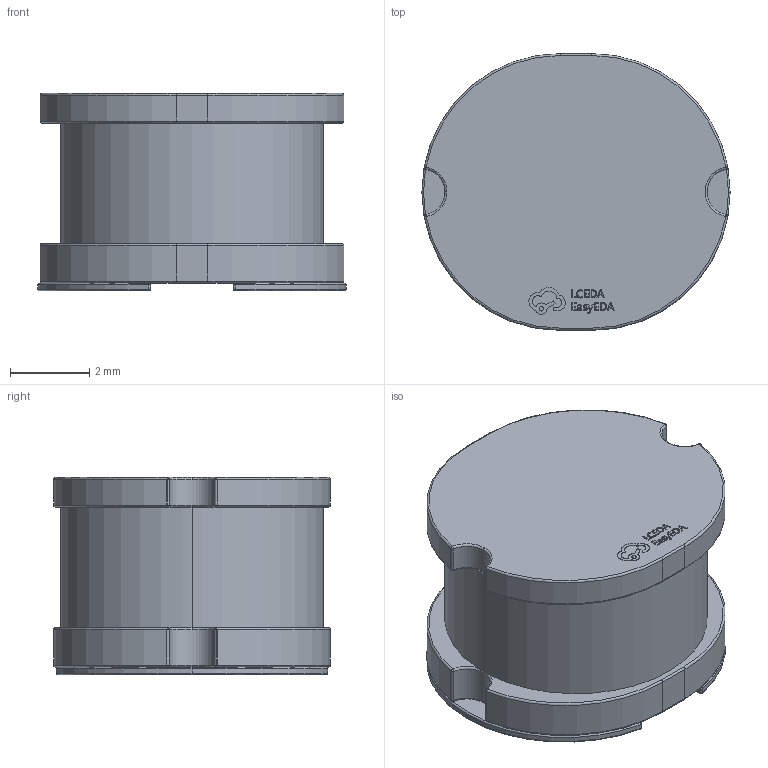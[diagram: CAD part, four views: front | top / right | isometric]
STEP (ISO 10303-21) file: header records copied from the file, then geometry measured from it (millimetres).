
FILE_DESCRIPTION (( 'STEP AP214' ), '1' );
FILE_NAME ('IND-SMD_L7.8-W7.0-H5.0_GCD75.step', '2022-07-09T00:54:58', ( '' ), ( '' ), 'SwSTEP 2.0', 'SolidWorks 2020', '' );
FILE_SCHEMA (( 'AUTOMOTIVE_DESIGN' ));
Length unit declared in the file: millimetre
Products named in the file (1): IND-SMD_L7.8-W7.0-H5.0_GCD75
Bounding box: 7.8 x 7 x 5.01 mm (x, y, z)
Volume: 187.1 mm3; surface area: 272.5 mm2
Topology: 3 solids, 3 shells, 416 faces, 1060 edges, 668 vertices
Faces by surface type: plane 191, bspline 112, cylinder 47, torus 34, sphere 32
Entity records: 17545 total; most frequent: CARTESIAN_POINT 4225, ORIENTED_EDGE 2088, DIRECTION 1634, EDGE_CURVE 1044, VERTEX_POINT 660, LINE 608, VECTOR 608, AXIS2_PLACEMENT_3D 513
